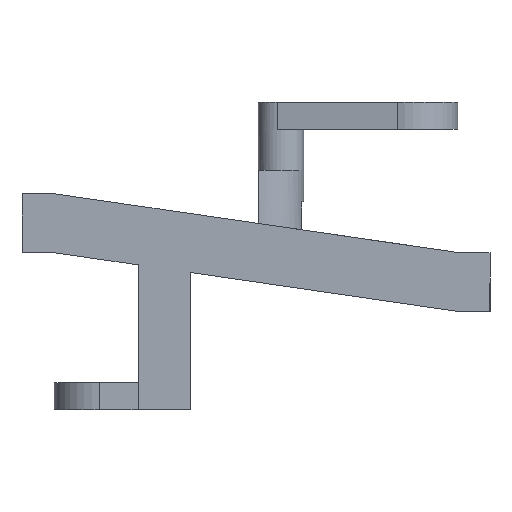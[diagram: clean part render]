
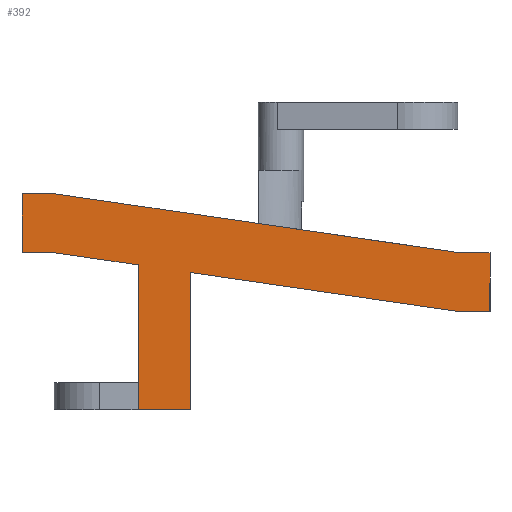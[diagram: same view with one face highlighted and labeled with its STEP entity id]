
A CAD part, front view. The second image highlights one B-rep face of the part: STEP entity #392.
In plain terms, the highlighted planar face has unit normal (0, -1, 0).
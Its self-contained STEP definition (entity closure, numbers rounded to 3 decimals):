
#25 = VERTEX_POINT ( 'NONE', #1324 ) ;
#123 = PLANE ( 'NONE',  #981 ) ;
#143 = LINE ( 'NONE', #687, #268 ) ;
#163 = FACE_OUTER_BOUND ( 'NONE', #556, .T. ) ;
#164 = CARTESIAN_POINT ( 'NONE',  ( -28.4, -23.5, -48.613 ) ) ;
#176 = VECTOR ( 'NONE', #393, 1000. ) ;
#180 = VECTOR ( 'NONE', #1048, 1000. ) ;
#208 = VERTEX_POINT ( 'NONE', #562 ) ;
#220 = LINE ( 'NONE', #1289, #1655 ) ;
#234 = ORIENTED_EDGE ( 'NONE', *, *, #659, .T. ) ;
#268 = VECTOR ( 'NONE', #1244, 1000. ) ;
#285 = VECTOR ( 'NONE', #878, 1000. ) ;
#315 = VERTEX_POINT ( 'NONE', #913 ) ;
#357 = LINE ( 'NONE', #899, #725 ) ;
#375 = ORIENTED_EDGE ( 'NONE', *, *, #770, .T. ) ;
#384 = EDGE_CURVE ( 'NONE', #1317, #1322, #1082, .T. ) ;
#386 = CARTESIAN_POINT ( 'NONE',  ( -28.4, -23.5, -35.613 ) ) ;
#392 = ADVANCED_FACE ( 'NONE', ( #163 ), #123, .T. ) ;
#393 = DIRECTION ( 'NONE',  ( -0.99, 0., 0.144 ) ) ;
#407 = DIRECTION ( 'NONE',  ( 0., 0., -1. ) ) ;
#424 = DIRECTION ( 'NONE',  ( 0., -1., 0. ) ) ;
#429 = VERTEX_POINT ( 'NONE', #928 ) ;
#443 = LINE ( 'NONE', #164, #1277 ) ;
#497 = VECTOR ( 'NONE', #1675, 1000. ) ;
#501 = LINE ( 'NONE', #670, #180 ) ;
#518 = ORIENTED_EDGE ( 'NONE', *, *, #1604, .T. ) ;
#549 = VERTEX_POINT ( 'NONE', #587 ) ;
#556 = EDGE_LOOP ( 'NONE', ( #1663, #907, #1449, #822, #518, #935, #747, #1541, #1211, #1529, #375, #1752, #234 ) ) ;
#562 = CARTESIAN_POINT ( 'NONE',  ( -72.5, -23.5, -29.186 ) ) ;
#587 = CARTESIAN_POINT ( 'NONE',  ( -117.6, -23.5, -22.613 ) ) ;
#600 = CARTESIAN_POINT ( 'NONE',  ( -117.6, -23.5, -22.613 ) ) ;
#614 = LINE ( 'NONE', #600, #1571 ) ;
#624 = EDGE_CURVE ( 'NONE', #315, #25, #357, .T. ) ;
#642 = CARTESIAN_POINT ( 'NONE',  ( -117.6, -23.5, -35.613 ) ) ;
#650 = LINE ( 'NONE', #1333, #1688 ) ;
#659 = EDGE_CURVE ( 'NONE', #1322, #1391, #501, .T. ) ;
#669 = VERTEX_POINT ( 'NONE', #1027 ) ;
#670 = CARTESIAN_POINT ( 'NONE',  ( -21.4, -23.5, -35.613 ) ) ;
#675 = CARTESIAN_POINT ( 'NONE',  ( -21.4, -23.5, -48.613 ) ) ;
#687 = CARTESIAN_POINT ( 'NONE',  ( -87.5, -23.5, -25.627 ) ) ;
#724 = CARTESIAN_POINT ( 'NONE',  ( -28.4, -23.5, -35.613 ) ) ;
#725 = VECTOR ( 'NONE', #1458, 1000. ) ;
#728 = CARTESIAN_POINT ( 'NONE',  ( -124.6, -23.5, -35.613 ) ) ;
#732 = CARTESIAN_POINT ( 'NONE',  ( -87.5, -23.5, -70.313 ) ) ;
#744 = CARTESIAN_POINT ( 'NONE',  ( -87.5, -23.5, -39.999 ) ) ;
#747 = ORIENTED_EDGE ( 'NONE', *, *, #624, .T. ) ;
#755 = LINE ( 'NONE', #728, #1091 ) ;
#759 = DIRECTION ( 'NONE',  ( 0., 0., -1. ) ) ;
#761 = EDGE_CURVE ( 'NONE', #851, #429, #143, .T. ) ;
#762 = CARTESIAN_POINT ( 'NONE',  ( -124.6, -23.5, -35.613 ) ) ;
#770 = EDGE_CURVE ( 'NONE', #669, #1317, #443, .T. ) ;
#786 = EDGE_CURVE ( 'NONE', #208, #549, #992, .T. ) ;
#815 = CARTESIAN_POINT ( 'NONE',  ( -21.4, -23.5, -35.613 ) ) ;
#822 = ORIENTED_EDGE ( 'NONE', *, *, #1197, .T. ) ;
#851 = VERTEX_POINT ( 'NONE', #744 ) ;
#860 = CARTESIAN_POINT ( 'NONE',  ( -117.6, -23.5, -35.613 ) ) ;
#864 = VERTEX_POINT ( 'NONE', #860 ) ;
#871 = DIRECTION ( 'NONE',  ( 1., 0., 0. ) ) ;
#878 = DIRECTION ( 'NONE',  ( -1., 0., 0. ) ) ;
#899 = CARTESIAN_POINT ( 'NONE',  ( -99., -23.5, -25.627 ) ) ;
#904 = DIRECTION ( 'NONE',  ( 0.99, 0., -0.144 ) ) ;
#907 = ORIENTED_EDGE ( 'NONE', *, *, #786, .T. ) ;
#912 = LINE ( 'NONE', #642, #1392 ) ;
#913 = CARTESIAN_POINT ( 'NONE',  ( -99., -23.5, -38.323 ) ) ;
#928 = CARTESIAN_POINT ( 'NONE',  ( -87.5, -23.5, -70.313 ) ) ;
#935 = ORIENTED_EDGE ( 'NONE', *, *, #1014, .T. ) ;
#965 = DIRECTION ( 'NONE',  ( 1., 0., 0. ) ) ;
#981 = AXIS2_PLACEMENT_3D ( 'NONE', #1489, #424, #407 ) ;
#992 = LINE ( 'NONE', #724, #497 ) ;
#1014 = EDGE_CURVE ( 'NONE', #864, #315, #912, .T. ) ;
#1027 = CARTESIAN_POINT ( 'NONE',  ( -28.4, -23.5, -48.613 ) ) ;
#1048 = DIRECTION ( 'NONE',  ( -1., 0., 0. ) ) ;
#1075 = VERTEX_POINT ( 'NONE', #1328 ) ;
#1078 = LINE ( 'NONE', #386, #176 ) ;
#1082 = LINE ( 'NONE', #1500, #1422 ) ;
#1091 = VECTOR ( 'NONE', #871, 1000. ) ;
#1124 = CARTESIAN_POINT ( 'NONE',  ( -28.4, -23.5, -35.613 ) ) ;
#1197 = EDGE_CURVE ( 'NONE', #1075, #1763, #220, .T. ) ;
#1211 = ORIENTED_EDGE ( 'NONE', *, *, #761, .F. ) ;
#1224 = EDGE_CURVE ( 'NONE', #549, #1075, #614, .T. ) ;
#1244 = DIRECTION ( 'NONE',  ( 0., 0., -1. ) ) ;
#1277 = VECTOR ( 'NONE', #965, 1000. ) ;
#1280 = EDGE_CURVE ( 'NONE', #1391, #208, #1078, .T. ) ;
#1289 = CARTESIAN_POINT ( 'NONE',  ( -124.6, -23.5, -22.613 ) ) ;
#1317 = VERTEX_POINT ( 'NONE', #675 ) ;
#1322 = VERTEX_POINT ( 'NONE', #815 ) ;
#1324 = CARTESIAN_POINT ( 'NONE',  ( -99., -23.5, -70.313 ) ) ;
#1328 = CARTESIAN_POINT ( 'NONE',  ( -124.6, -23.5, -22.613 ) ) ;
#1333 = CARTESIAN_POINT ( 'NONE',  ( -117.6, -23.5, -35.613 ) ) ;
#1391 = VERTEX_POINT ( 'NONE', #1124 ) ;
#1392 = VECTOR ( 'NONE', #904, 1000. ) ;
#1401 = DIRECTION ( 'NONE',  ( 0., 0., 1. ) ) ;
#1422 = VECTOR ( 'NONE', #1401, 1000. ) ;
#1449 = ORIENTED_EDGE ( 'NONE', *, *, #1224, .T. ) ;
#1458 = DIRECTION ( 'NONE',  ( 0., 0., -1. ) ) ;
#1489 = CARTESIAN_POINT ( 'NONE',  ( 0., -23.5, 0. ) ) ;
#1500 = CARTESIAN_POINT ( 'NONE',  ( -21.4, -23.5, -48.613 ) ) ;
#1529 = ORIENTED_EDGE ( 'NONE', *, *, #1748, .T. ) ;
#1541 = ORIENTED_EDGE ( 'NONE', *, *, #1581, .F. ) ;
#1571 = VECTOR ( 'NONE', #1585, 1000. ) ;
#1572 = LINE ( 'NONE', #732, #285 ) ;
#1581 = EDGE_CURVE ( 'NONE', #429, #25, #1572, .T. ) ;
#1585 = DIRECTION ( 'NONE',  ( -1., 0., 0. ) ) ;
#1604 = EDGE_CURVE ( 'NONE', #1763, #864, #755, .T. ) ;
#1634 = DIRECTION ( 'NONE',  ( 0.99, 0., -0.144 ) ) ;
#1655 = VECTOR ( 'NONE', #759, 1000. ) ;
#1663 = ORIENTED_EDGE ( 'NONE', *, *, #1280, .T. ) ;
#1675 = DIRECTION ( 'NONE',  ( -0.99, 0., 0.144 ) ) ;
#1688 = VECTOR ( 'NONE', #1634, 1000. ) ;
#1748 = EDGE_CURVE ( 'NONE', #851, #669, #650, .T. ) ;
#1752 = ORIENTED_EDGE ( 'NONE', *, *, #384, .T. ) ;
#1763 = VERTEX_POINT ( 'NONE', #762 ) ;
